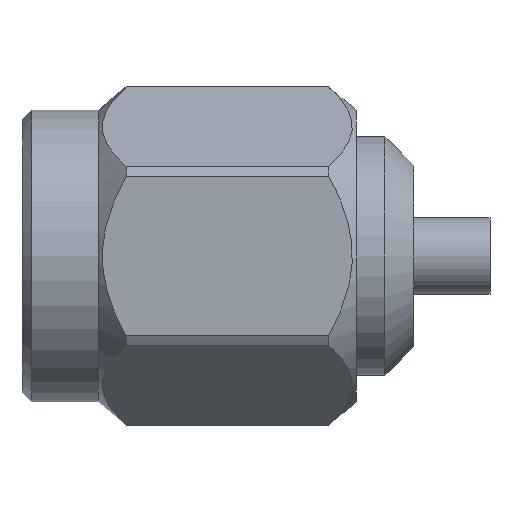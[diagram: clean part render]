
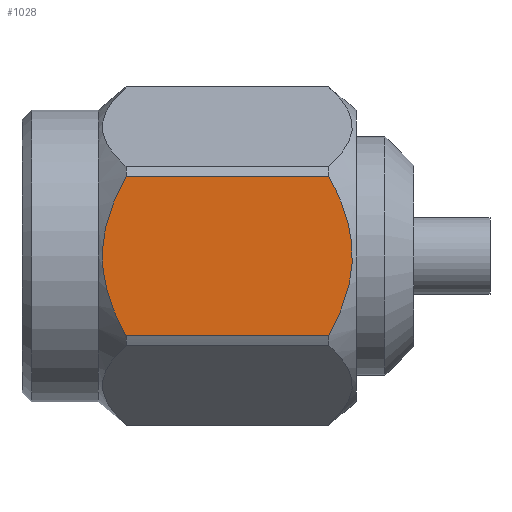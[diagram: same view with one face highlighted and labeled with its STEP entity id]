
A CAD part, front view. The second image highlights one B-rep face of the part: STEP entity #1028.
In plain terms, the highlighted planar face has unit normal (0, -1, 0).
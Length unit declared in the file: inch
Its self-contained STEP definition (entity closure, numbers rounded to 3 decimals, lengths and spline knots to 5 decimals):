
#104 = EDGE_LOOP ( 'NONE', ( #119, #912, #410, #1975 ) ) ;
#119 = ORIENTED_EDGE ( 'NONE', *, *, #816, .T. ) ;
#147 = CARTESIAN_POINT ( 'NONE',  ( 0.34105, -0.15625, -0.03645 ) ) ;
#160 = CARTESIAN_POINT ( 'NONE',  ( 0.34282, -0.15625, -0.02937 ) ) ;
#218 = CARTESIAN_POINT ( 'NONE',  ( 0.66895, -0.15625, -0.08326 ) ) ;
#238 = VERTEX_POINT ( 'NONE', #1287 ) ;
#245 = EDGE_CURVE ( 'NONE', #1110, #1053, #419, .T. ) ;
#292 = AXIS2_PLACEMENT_3D ( 'NONE', #1688, #1117, #1846 ) ;
#314 = CARTESIAN_POINT ( 'NONE',  ( 0.08718, -0.15625, 0.02937 ) ) ;
#327 = CARTESIAN_POINT ( 'NONE',  ( 0.34525, -0.15625, -0.0148 ) ) ;
#353 = DIRECTION ( 'NONE',  ( -1., 0., 0. ) ) ;
#364 = CARTESIAN_POINT ( 'NONE',  ( 0.09553, -0.15625, -0.05713 ) ) ;
#410 = ORIENTED_EDGE ( 'NONE', *, *, #1348, .T. ) ;
#419 = B_SPLINE_CURVE_WITH_KNOTS ( 'NONE', 3,
 ( #1890, #1883, #639, #147, #160, #327, #631, #952, #1262, #2043, #462, #1570, #1413, #481 ),
 .UNSPECIFIED., .F., .F.,
 ( 4, 2, 2, 2, 2, 2, 4 ),
 ( 0., 0.00111, 0.00166, 0.00221, 0.00277, 0.00332, 0.00443 ),
 .UNSPECIFIED. ) ;
#453 = EDGE_CURVE ( 'NONE', #471, #238, #1793, .T. ) ;
#462 = CARTESIAN_POINT ( 'NONE',  ( 0.34112, -0.15625, 0.0362 ) ) ;
#465 = FACE_OUTER_BOUND ( 'NONE', #104, .T. ) ;
#471 = VERTEX_POINT ( 'NONE', #814 ) ;
#481 = CARTESIAN_POINT ( 'NONE',  ( 0.3211, -0.15625, 0.08326 ) ) ;
#587 = PLANE ( 'NONE',  #292 ) ;
#631 = CARTESIAN_POINT ( 'NONE',  ( 0.34587, -0.15625, -0.00743 ) ) ;
#639 = CARTESIAN_POINT ( 'NONE',  ( 0.33443, -0.15625, -0.05722 ) ) ;
#652 = CARTESIAN_POINT ( 'NONE',  ( 0.08472, -0.15625, -0.01446 ) ) ;
#677 = CARTESIAN_POINT ( 'NONE',  ( 0.08888, -0.15625, -0.0362 ) ) ;
#734 = VECTOR ( 'NONE', #1654, 39.37008 ) ;
#814 = CARTESIAN_POINT ( 'NONE',  ( 0.1089, -0.15625, 0.08326 ) ) ;
#816 = EDGE_CURVE ( 'NONE', #238, #1110, #1557, .T. ) ;
#859 = VECTOR ( 'NONE', #353, 39.37008 ) ;
#912 = ORIENTED_EDGE ( 'NONE', *, *, #245, .T. ) ;
#952 = CARTESIAN_POINT ( 'NONE',  ( 0.34589, -0.15625, 0.00717 ) ) ;
#967 = CARTESIAN_POINT ( 'NONE',  ( 0.08475, -0.15625, 0.0148 ) ) ;
#988 = CARTESIAN_POINT ( 'NONE',  ( 0.0871, -0.15625, -0.02899 ) ) ;
#1025 = CARTESIAN_POINT ( 'NONE',  ( 0.1017, -0.15625, -0.0704 ) ) ;
#1028 = ADVANCED_FACE ( 'NONE', ( #465 ), #587, .T. ) ;
#1053 = VERTEX_POINT ( 'NONE', #1808 ) ;
#1110 = VERTEX_POINT ( 'NONE', #1230 ) ;
#1117 = DIRECTION ( 'NONE',  ( 0., -1., 0. ) ) ;
#1120 = CARTESIAN_POINT ( 'NONE',  ( 0.10171, -0.15625, 0.07043 ) ) ;
#1230 = CARTESIAN_POINT ( 'NONE',  ( 0.3211, -0.15625, -0.08326 ) ) ;
#1262 = CARTESIAN_POINT ( 'NONE',  ( 0.34528, -0.15625, 0.01446 ) ) ;
#1287 = CARTESIAN_POINT ( 'NONE',  ( 0.1089, -0.15625, -0.08326 ) ) ;
#1348 = EDGE_CURVE ( 'NONE', #1053, #471, #1639, .T. ) ;
#1413 = CARTESIAN_POINT ( 'NONE',  ( 0.3283, -0.15625, 0.0704 ) ) ;
#1420 = CARTESIAN_POINT ( 'NONE',  ( 0.08413, -0.15625, 0.00743 ) ) ;
#1466 = CARTESIAN_POINT ( 'NONE',  ( 0.1089, -0.15625, -0.08326 ) ) ;
#1557 = LINE ( 'NONE', #218, #734 ) ;
#1570 = CARTESIAN_POINT ( 'NONE',  ( 0.33447, -0.15625, 0.05713 ) ) ;
#1585 = CARTESIAN_POINT ( 'NONE',  ( 0.08411, -0.15625, -0.00717 ) ) ;
#1591 = CARTESIAN_POINT ( 'NONE',  ( 0.66895, -0.15625, 0.08326 ) ) ;
#1639 = LINE ( 'NONE', #1591, #859 ) ;
#1654 = DIRECTION ( 'NONE',  ( 1., 0., 0. ) ) ;
#1688 = CARTESIAN_POINT ( 'NONE',  ( 0.54, -0.15625, -0.09021 ) ) ;
#1739 = CARTESIAN_POINT ( 'NONE',  ( 0.09557, -0.15625, 0.05722 ) ) ;
#1793 = B_SPLINE_CURVE_WITH_KNOTS ( 'NONE', 3,
 ( #2051, #1120, #1739, #1899, #314, #967, #1420, #1585, #652, #988, #677, #364, #1025, #1466 ),
 .UNSPECIFIED., .F., .F.,
 ( 4, 2, 2, 2, 2, 2, 4 ),
 ( 0., 0.00111, 0.00166, 0.00221, 0.00277, 0.00332, 0.00443 ),
 .UNSPECIFIED. ) ;
#1808 = CARTESIAN_POINT ( 'NONE',  ( 0.3211, -0.15625, 0.08326 ) ) ;
#1846 = DIRECTION ( 'NONE',  ( 0., 0., -1. ) ) ;
#1883 = CARTESIAN_POINT ( 'NONE',  ( 0.32829, -0.15625, -0.07043 ) ) ;
#1890 = CARTESIAN_POINT ( 'NONE',  ( 0.3211, -0.15625, -0.08326 ) ) ;
#1899 = CARTESIAN_POINT ( 'NONE',  ( 0.08895, -0.15625, 0.03645 ) ) ;
#1975 = ORIENTED_EDGE ( 'NONE', *, *, #453, .T. ) ;
#2043 = CARTESIAN_POINT ( 'NONE',  ( 0.3429, -0.15625, 0.02899 ) ) ;
#2051 = CARTESIAN_POINT ( 'NONE',  ( 0.1089, -0.15625, 0.08326 ) ) ;
